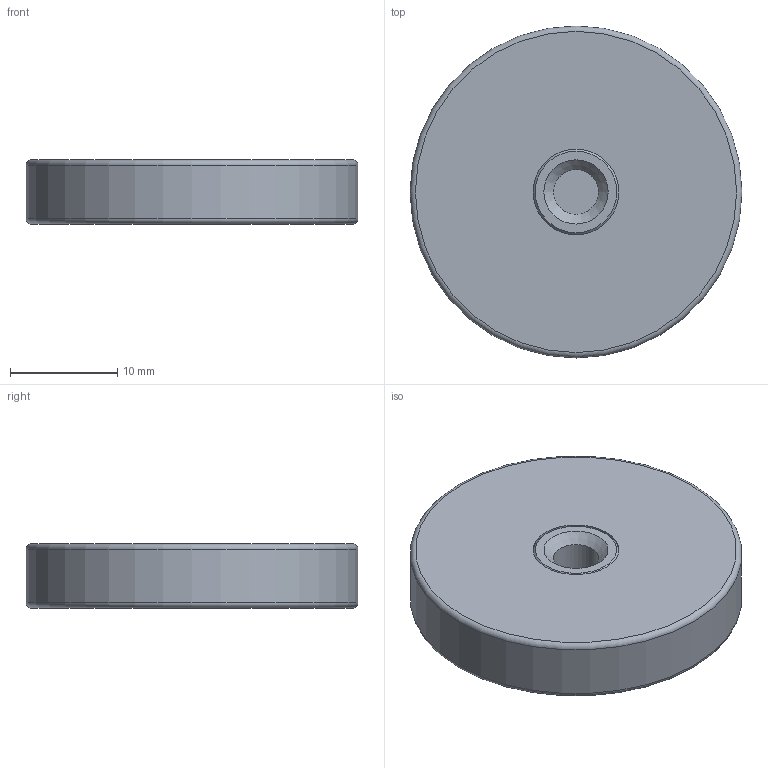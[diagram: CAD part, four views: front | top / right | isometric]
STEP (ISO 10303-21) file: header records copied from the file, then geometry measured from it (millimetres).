
FILE_DESCRIPTION(/* description */ (''),/* implementation_level */ '2;1');
FILE_NAME(/* name */ 'GM17485.stp',/* time_stamp */ '2022-10-11T15:28:20+02:00',/* author */ ('rm'),/* organization */ (''),/* preprocessor_version */ 'ST-DEVELOPER v18.1',/* originating_system */ 'Autodesk Inventor 2021',/* authorisation */ '');
FILE_SCHEMA (('CONFIG_CONTROL_DESIGN'));
Length unit declared in the file: millimetre
Products named in the file (3): GM17485; E0134765; E0134766
Assembly tree (2 placements, depth 2):
  GM17485
    E0134765
    E0134766
Bounding box: 31 x 31 x 6 mm (x, y, z)
Volume: 3170 mm3; surface area: 4250.5 mm2
Topology: 2 solids, 2 shells, 17 faces, 27 edges, 17 vertices
Faces by surface type: plane 7, cylinder 6, torus 2, cone 2
Full cylindrical faces by diameter (mm): 4.2 x1, 8 x2, 18 x1, 27 x1, 31 x1
Entity records: 514 total; most frequent: DIRECTION 90, CARTESIAN_POINT 66, ORIENTED_EDGE 54, AXIS2_PLACEMENT_3D 41, EDGE_CURVE 27, EDGE_LOOP 22, CIRCLE 19, FACE_OUTER_BOUND 17
